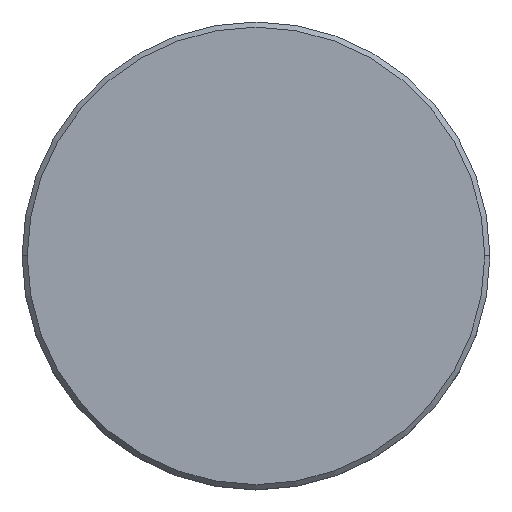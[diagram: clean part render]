
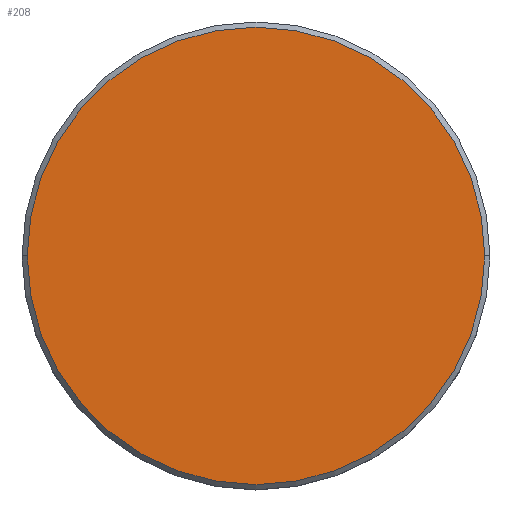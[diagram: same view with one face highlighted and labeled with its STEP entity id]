
A CAD part, top view. The second image highlights one B-rep face of the part: STEP entity #208.
In plain terms, the highlighted planar face has unit normal (0, 0, 1).
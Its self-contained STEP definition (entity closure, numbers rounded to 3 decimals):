
#22 = EDGE_LOOP ( 'NONE', ( #69, #586 ) ) ;
#36 = EDGE_CURVE ( 'NONE', #84, #209, #371, .T. ) ;
#65 = CARTESIAN_POINT ( 'NONE',  ( 0., 0., 0. ) ) ;
#68 = EDGE_CURVE ( 'NONE', #209, #84, #81, .T. ) ;
#69 = ORIENTED_EDGE ( 'NONE', *, *, #68, .T. ) ;
#71 = AXIS2_PLACEMENT_3D ( 'NONE', #184, #373, #134 ) ;
#81 = CIRCLE ( 'NONE', #71, 22. ) ;
#84 = VERTEX_POINT ( 'NONE', #272 ) ;
#89 = CARTESIAN_POINT ( 'NONE',  ( -22., 0., 0. ) ) ;
#96 = CARTESIAN_POINT ( 'NONE',  ( 0., 0., 0. ) ) ;
#134 = DIRECTION ( 'NONE',  ( 1., 0., 0. ) ) ;
#184 = CARTESIAN_POINT ( 'NONE',  ( 0., 0., 0. ) ) ;
#208 = ADVANCED_FACE ( 'NONE', ( #328 ), #420, .T. ) ;
#209 = VERTEX_POINT ( 'NONE', #89 ) ;
#238 = DIRECTION ( 'NONE',  ( 1., 0., 0. ) ) ;
#272 = CARTESIAN_POINT ( 'NONE',  ( 22., 0., 0. ) ) ;
#328 = FACE_OUTER_BOUND ( 'NONE', #22, .T. ) ;
#342 = AXIS2_PLACEMENT_3D ( 'NONE', #96, #505, #238 ) ;
#355 = DIRECTION ( 'NONE',  ( 0., 0., 1. ) ) ;
#359 = AXIS2_PLACEMENT_3D ( 'NONE', #65, #355, #447 ) ;
#371 = CIRCLE ( 'NONE', #359, 22. ) ;
#373 = DIRECTION ( 'NONE',  ( 0., 0., 1. ) ) ;
#420 = PLANE ( 'NONE',  #342 ) ;
#447 = DIRECTION ( 'NONE',  ( 1., 0., 0. ) ) ;
#505 = DIRECTION ( 'NONE',  ( 0., 0., 1. ) ) ;
#586 = ORIENTED_EDGE ( 'NONE', *, *, #36, .T. ) ;
